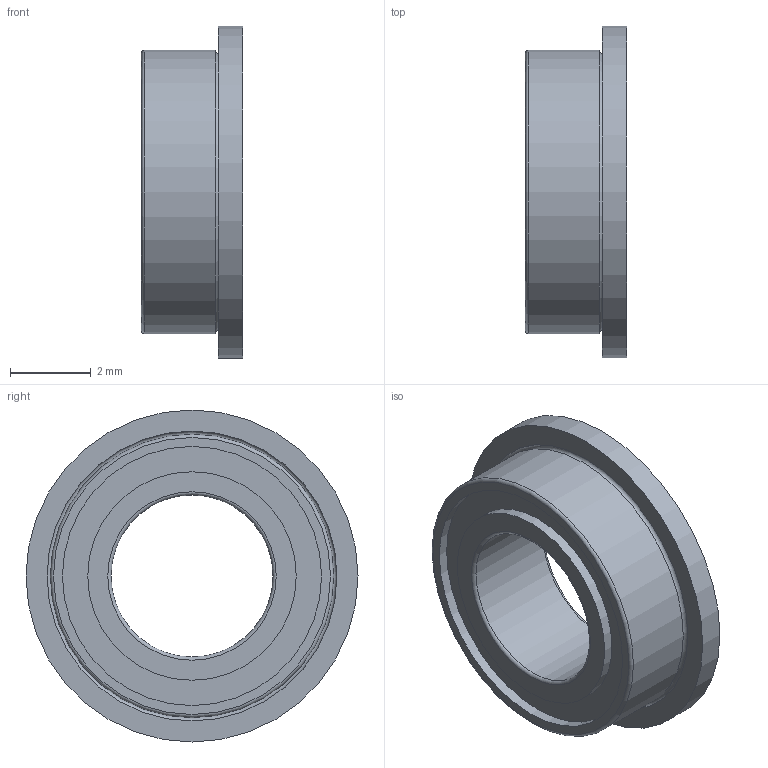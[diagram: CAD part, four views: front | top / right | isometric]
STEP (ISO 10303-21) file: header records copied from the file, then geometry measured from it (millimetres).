
FILE_DESCRIPTION( ( 'STEP AP214' ), '1' );
FILE_NAME( 'FL674ZZ.stp', '2021-09-24T07:41:33', ( 'License CC BY-ND 4.0' ), ( 'CADENAS' ), ' ', 'PARTsolutions', ' ' );
FILE_SCHEMA( ( 'AUTOMOTIVE_DESIGN { 1 0 10303 214 1 1 1 1 }' ) );
Length unit declared in the file: millimetre
Products named in the file (1): _FL674ZZ
Bounding box: 2.5 x 8.2 x 8.2 mm (x, y, z)
Volume: 67.2 mm3; surface area: 190.7 mm2
Topology: 1 solids, 1 shells, 18 faces, 29 edges, 18 vertices
Faces by surface type: plane 7, cylinder 7, torus 4
Full cylindrical faces by diameter (mm): 4 x1, 5.15 x2, 6.4 x2, 7 x1, 8.2 x1
Entity records: 528 total; most frequent: DIRECTION 74, CARTESIAN_POINT 55, AXIS2_PLACEMENT_3D 37, EDGE_LOOP 36, ORIENTED_EDGE 36, FACE_OUTER_BOUND 29, STYLED_ITEM 18, PRESENTATION_STYLE_ASSIGNMENT 18
